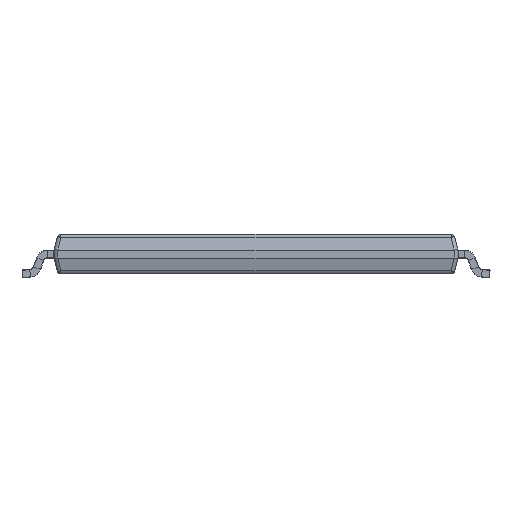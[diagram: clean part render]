
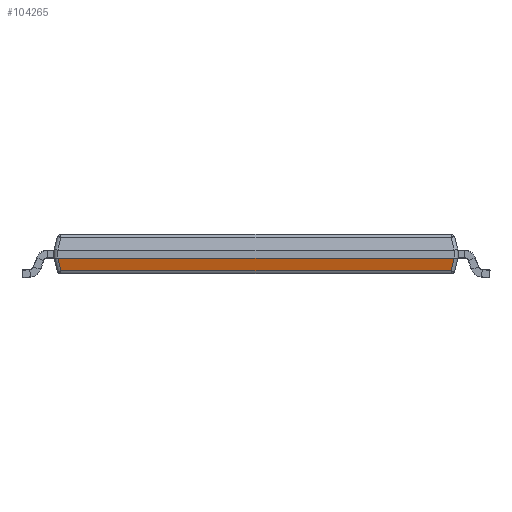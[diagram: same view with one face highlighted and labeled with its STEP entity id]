
A CAD part, front view. The second image highlights one B-rep face of the part: STEP entity #104265.
In plain terms, the highlighted planar face has unit normal (0, -0.97, -0.242).
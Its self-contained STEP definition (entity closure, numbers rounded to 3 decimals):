
#2954 = CARTESIAN_POINT ( 'NONE',  ( -5.003, -11.1, 0.5 ) ) ;
#3793 = VECTOR ( 'NONE', #44619, 1000. ) ;
#16173 = PLANE ( 'NONE',  #24207 ) ;
#17843 = CARTESIAN_POINT ( 'NONE',  ( -5.008, -11.105, 0.522 ) ) ;
#18625 = CARTESIAN_POINT ( 'NONE',  ( 5.002, -11.1, 0.5 ) ) ;
#24207 = AXIS2_PLACEMENT_3D ( 'NONE', #100852, #90700, #80522 ) ;
#27052 = VERTEX_POINT ( 'NONE', #111505 ) ;
#27511 = ORIENTED_EDGE ( 'NONE', *, *, #113951, .T. ) ;
#30775 = EDGE_CURVE ( 'NONE', #27052, #43411, #75049, .T. ) ;
#32859 = CARTESIAN_POINT ( 'NONE',  ( -5.002, -11.1, 0.5 ) ) ;
#39329 = VERTEX_POINT ( 'NONE', #103844 ) ;
#40035 = EDGE_CURVE ( 'NONE', #92188, #39329, #81187, .T. ) ;
#40604 = ORIENTED_EDGE ( 'NONE', *, *, #105504, .T. ) ;
#43260 = VECTOR ( 'NONE', #121589, 1000. ) ;
#43411 = VERTEX_POINT ( 'NONE', #65598 ) ;
#44398 = CARTESIAN_POINT ( 'NONE',  ( -5.001, -11.1, 0.5 ) ) ;
#44619 = DIRECTION ( 'NONE',  ( 0.236, -0.236, 0.943 ) ) ;
#47302 = EDGE_LOOP ( 'NONE', ( #80330, #40604, #63801, #27511, #111741, #82784 ) ) ;
#49266 = CARTESIAN_POINT ( 'NONE',  ( 5.003, -11.1, 0.5 ) ) ;
#50114 = CARTESIAN_POINT ( 'NONE',  ( -5.1, -11.1, 0.5 ) ) ;
#55328 = CARTESIAN_POINT ( 'NONE',  ( -4.922, -11.019, 0.176 ) ) ;
#56690 =( BOUNDED_CURVE ( )  B_SPLINE_CURVE ( 3, ( #125663, #44398, #32859, #2954 ),
 .UNSPECIFIED., .F., .F. ) 
 B_SPLINE_CURVE_WITH_KNOTS ( ( 4, 4 ),
 ( 3.142, 3.171 ),
 .UNSPECIFIED. ) 
 CURVE ( )  GEOMETRIC_REPRESENTATION_ITEM ( )  RATIONAL_B_SPLINE_CURVE ( ( 1., 1., 1., 1. ) ) 
 REPRESENTATION_ITEM ( '' )  );
#59400 = CARTESIAN_POINT ( 'NONE',  ( 5., -11.1, 0.5 ) ) ;
#63801 = ORIENTED_EDGE ( 'NONE', *, *, #75157, .T. ) ;
#65271 = VERTEX_POINT ( 'NONE', #55328 ) ;
#65598 = CARTESIAN_POINT ( 'NONE',  ( 5.003, -11.1, 0.5 ) ) ;
#67260 = DIRECTION ( 'NONE',  ( 1., 0., 0. ) ) ;
#68415 = FACE_OUTER_BOUND ( 'NONE', #47302, .T. ) ;
#75049 = LINE ( 'NONE', #85166, #3793 ) ;
#75157 = EDGE_CURVE ( 'NONE', #96782, #65271, #110766, .T. ) ;
#80330 = ORIENTED_EDGE ( 'NONE', *, *, #40035, .F. ) ;
#80522 = DIRECTION ( 'NONE',  ( 1., 0., 0. ) ) ;
#81187 = LINE ( 'NONE', #50114, #88988 ) ;
#82784 = ORIENTED_EDGE ( 'NONE', *, *, #118434, .T. ) ;
#85166 = CARTESIAN_POINT ( 'NONE',  ( 4.442, -10.539, -1.745 ) ) ;
#88988 = VECTOR ( 'NONE', #123244, 1000. ) ;
#90700 = DIRECTION ( 'NONE',  ( 0., 0.97, 0.243 ) ) ;
#92188 = VERTEX_POINT ( 'NONE', #100341 ) ;
#96782 = VERTEX_POINT ( 'NONE', #103257 ) ;
#97537 = VECTOR ( 'NONE', #67260, 1000. ) ;
#100341 = CARTESIAN_POINT ( 'NONE',  ( -5., -11.1, 0.5 ) ) ;
#100852 = CARTESIAN_POINT ( 'NONE',  ( -5.1, -11.1, 0.5 ) ) ;
#103257 = CARTESIAN_POINT ( 'NONE',  ( -5.003, -11.1, 0.5 ) ) ;
#103844 = CARTESIAN_POINT ( 'NONE',  ( 5., -11.1, 0.5 ) ) ;
#104265 = ADVANCED_FACE ( 'NONE', ( #68415 ), #16173, .F. ) ;
#105504 = EDGE_CURVE ( 'NONE', #92188, #96782, #56690, .T. ) ;
#106555 = LINE ( 'NONE', #117383, #97537 ) ;
#110766 = LINE ( 'NONE', #17843, #43260 ) ;
#111505 = CARTESIAN_POINT ( 'NONE',  ( 4.922, -11.019, 0.176 ) ) ;
#111741 = ORIENTED_EDGE ( 'NONE', *, *, #30775, .T. ) ;
#113514 = CARTESIAN_POINT ( 'NONE',  ( 5.001, -11.1, 0.5 ) ) ;
#113951 = EDGE_CURVE ( 'NONE', #65271, #27052, #106555, .T. ) ;
#117383 = CARTESIAN_POINT ( 'NONE',  ( 5., -11.019, 0.176 ) ) ;
#118434 = EDGE_CURVE ( 'NONE', #43411, #39329, #131841, .T. ) ;
#121589 = DIRECTION ( 'NONE',  ( 0.236, 0.236, -0.943 ) ) ;
#123244 = DIRECTION ( 'NONE',  ( 1., 0., 0. ) ) ;
#125663 = CARTESIAN_POINT ( 'NONE',  ( -5., -11.1, 0.5 ) ) ;
#131841 =( BOUNDED_CURVE ( )  B_SPLINE_CURVE ( 3, ( #49266, #18625, #113514, #59400 ),
 .UNSPECIFIED., .F., .F. ) 
 B_SPLINE_CURVE_WITH_KNOTS ( ( 4, 4 ),
 ( 3.112, 3.142 ),
 .UNSPECIFIED. ) 
 CURVE ( )  GEOMETRIC_REPRESENTATION_ITEM ( )  RATIONAL_B_SPLINE_CURVE ( ( 1., 1., 1., 1. ) ) 
 REPRESENTATION_ITEM ( '' )  );
